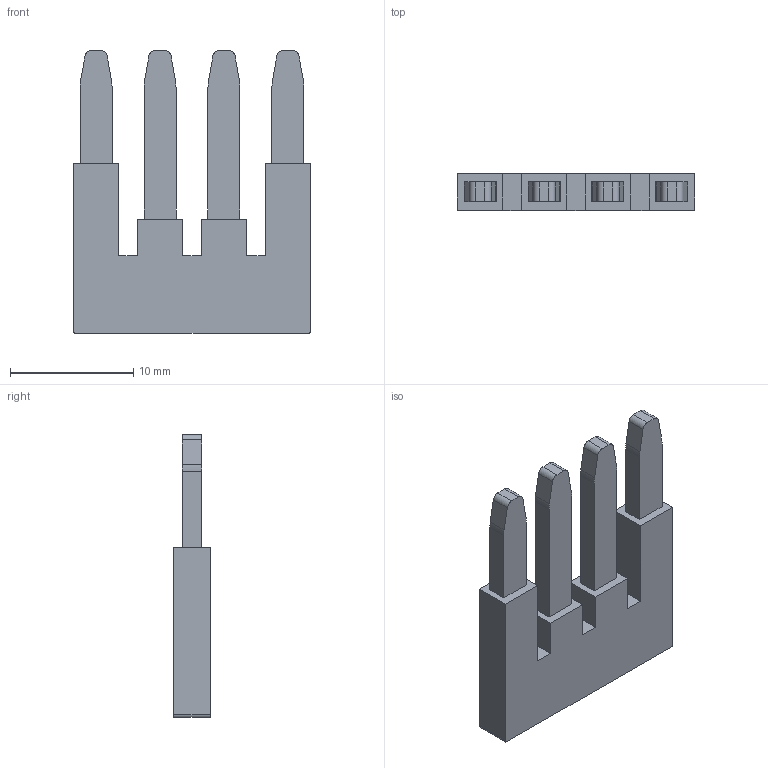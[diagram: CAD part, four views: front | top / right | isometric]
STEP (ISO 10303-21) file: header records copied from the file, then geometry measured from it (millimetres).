
FILE_DESCRIPTION( ( 'Unknown' ), '1' );
FILE_NAME( '零件1.stp', 'Unknown', ( 'Unknown' ), ( 'Unknown' ), 'XStep 1.0', 'Unknown', ' ' );
FILE_SCHEMA( ( 'automotive_design' ) );
Length unit declared in the file: millimetre
Products named in the file (1): 2
Bounding box: 19.3 x 3 x 23 mm (x, y, z)
Volume: 779.5 mm3; surface area: 1043.9 mm2
Topology: 1 solids, 1 shells, 64 faces, 174 edges, 116 vertices
Faces by surface type: plane 46, cylinder 18
Entity records: 2542 total; most frequent: CARTESIAN_POINT 355, ORIENTED_EDGE 348, DIRECTION 340, EDGE_CURVE 174, LINE 138, VECTOR 138, VERTEX_POINT 116, AXIS2_PLACEMENT_3D 101
